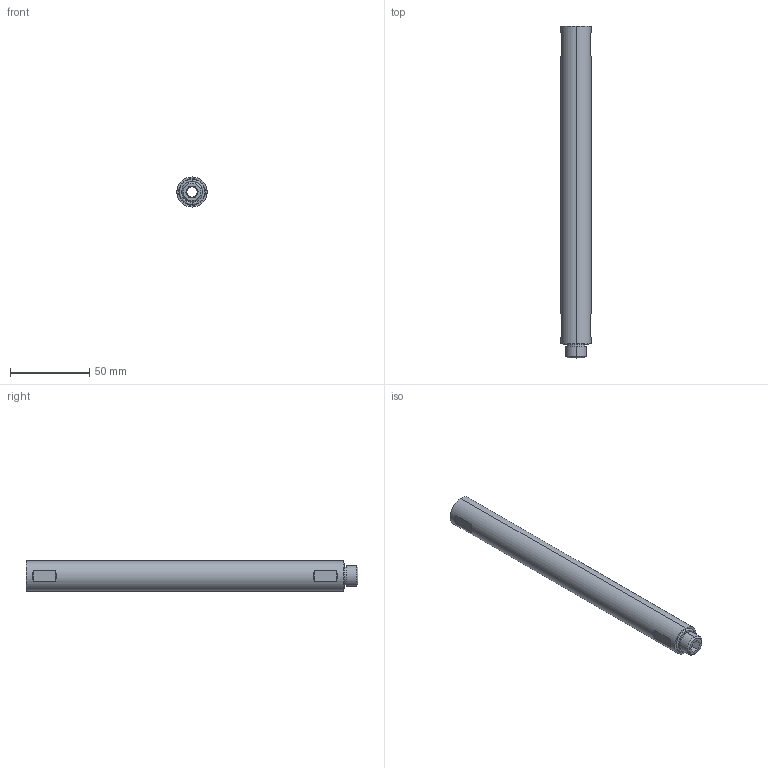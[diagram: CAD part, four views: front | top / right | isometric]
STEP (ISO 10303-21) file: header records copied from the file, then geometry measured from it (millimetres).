
FILE_DESCRIPTION (( 'STEP AP214' ), '1' );
FILE_NAME ('U-A02 - ASM_EXTENSION_200MM.STEP', '2020-10-06T20:13:23', ( '' ), ( '' ), 'SwSTEP 2.0', 'SolidWorks 2019', '' );
FILE_SCHEMA (( 'AUTOMOTIVE_DESIGN' ));
Length unit declared in the file: millimetre
Products named in the file (3): U-009 - EXTENSION_200MM; o-rings series a robotiq_O-ring 13x1.5-A; U-A02 - ASM_EXTENSION_200MM
Assembly tree (2 placements, depth 2):
  U-A02 - ASM_EXTENSION_200MM
    U-009 - EXTENSION_200MM
    o-rings series a robotiq_O-ring 13x1.5-A
Bounding box: 19 x 209 x 19 mm (x, y, z)
Volume: 49517.5 mm3; surface area: 17690.3 mm2
Topology: 2 solids, 2 shells, 57 faces, 126 edges, 80 vertices
Faces by surface type: plane 33, cylinder 14, cone 6, torus 4
Entity records: 1734 total; most frequent: CARTESIAN_POINT 316, DIRECTION 282, ORIENTED_EDGE 252, EDGE_CURVE 126, AXIS2_PLACEMENT_3D 110, VERTEX_POINT 80, EDGE_LOOP 68, LINE 62
